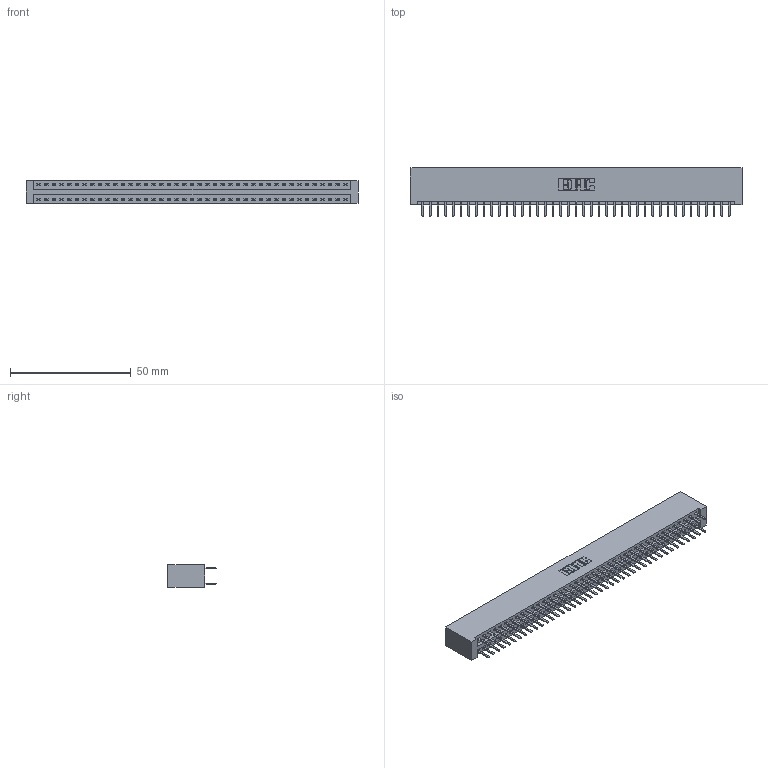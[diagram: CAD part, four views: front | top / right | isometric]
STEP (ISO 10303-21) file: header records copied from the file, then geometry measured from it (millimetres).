
FILE_DESCRIPTION (( 'STEP AP203' ), '1' );
FILE_NAME ('346-082-520-201.STEP', '2018-08-29T08:49:11', ( '' ), ( '' ), 'SwSTEP 2.0', 'SolidWorks 2016', '' );
FILE_SCHEMA (( 'CONFIG_CONTROL_DESIGN' ));
Length unit declared in the file: inch
Products named in the file (3): 346 Part_No Mounting Lugs; 345-292-001_345-293-120; 346-082-520-201
Assembly tree (83 placements, depth 2):
  346-082-520-201
    346 Part_No Mounting Lugs
    345-292-001_345-293-120  x82
Bounding box: 137.41 x 20.02 x 9.4 mm (x, y, z)
Volume: 13929 mm3; surface area: 19209.4 mm2
Topology: 83 solids, 83 shells, 4706 faces, 13671 edges, 8894 vertices
Faces by surface type: plane 3106, cylinder 1600
Entity records: 26729 total; most frequent: CARTESIAN_POINT 4416, ORIENTED_EDGE 4338, DIRECTION 3925, EDGE_CURVE 2169, VECTOR 1877, LINE 1877, VERTEX_POINT 1442, AXIS2_PLACEMENT_3D 1024
